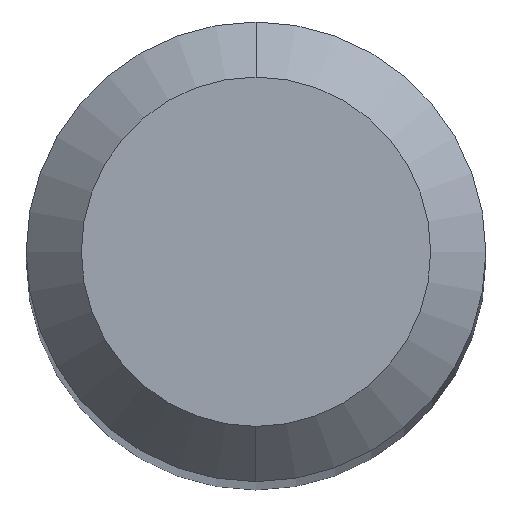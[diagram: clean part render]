
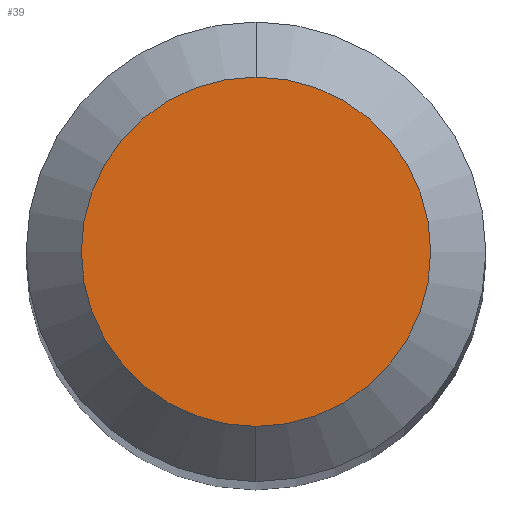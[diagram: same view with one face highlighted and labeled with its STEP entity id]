
A CAD part, top view. The second image highlights one B-rep face of the part: STEP entity #39.
In plain terms, the highlighted planar face has unit normal (0, 0, 1).
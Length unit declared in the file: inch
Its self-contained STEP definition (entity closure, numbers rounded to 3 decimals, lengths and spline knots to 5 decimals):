
#15 = CARTESIAN_POINT ( 'NONE',  ( 0., -0.0475, 0. ) ) ;
#17 = DIRECTION ( 'NONE',  ( 0., 0., 1. ) ) ;
#39 = ADVANCED_FACE ( 'NONE', ( #465 ), #393, .F. ) ;
#43 = EDGE_CURVE ( 'NONE', #171, #237, #244, .T. ) ;
#49 = EDGE_CURVE ( 'NONE', #237, #171, #238, .T. ) ;
#57 = DIRECTION ( 'NONE',  ( 0., 1., 0. ) ) ;
#63 = CARTESIAN_POINT ( 'NONE',  ( 0., 0., 0. ) ) ;
#107 = DIRECTION ( 'NONE',  ( 0., -1., 0. ) ) ;
#171 = VERTEX_POINT ( 'NONE', #15 ) ;
#188 = DIRECTION ( 'NONE',  ( 0., 0., -1. ) ) ;
#237 = VERTEX_POINT ( 'NONE', #369 ) ;
#238 = CIRCLE ( 'NONE', #355, 0.0475 ) ;
#243 = ORIENTED_EDGE ( 'NONE', *, *, #43, .T. ) ;
#244 = CIRCLE ( 'NONE', #262, 0.0475 ) ;
#262 = AXIS2_PLACEMENT_3D ( 'NONE', #379, #17, #387 ) ;
#297 = AXIS2_PLACEMENT_3D ( 'NONE', #464, #188, #57 ) ;
#355 = AXIS2_PLACEMENT_3D ( 'NONE', #63, #384, #107 ) ;
#358 = EDGE_LOOP ( 'NONE', ( #427, #243 ) ) ;
#369 = CARTESIAN_POINT ( 'NONE',  ( 0., 0.0475, 0. ) ) ;
#379 = CARTESIAN_POINT ( 'NONE',  ( 0., 0., 0. ) ) ;
#384 = DIRECTION ( 'NONE',  ( 0., 0., 1. ) ) ;
#387 = DIRECTION ( 'NONE',  ( 0., -1., 0. ) ) ;
#393 = PLANE ( 'NONE',  #297 ) ;
#427 = ORIENTED_EDGE ( 'NONE', *, *, #49, .T. ) ;
#464 = CARTESIAN_POINT ( 'NONE',  ( 0., 0.0475, 0. ) ) ;
#465 = FACE_OUTER_BOUND ( 'NONE', #358, .T. ) ;
